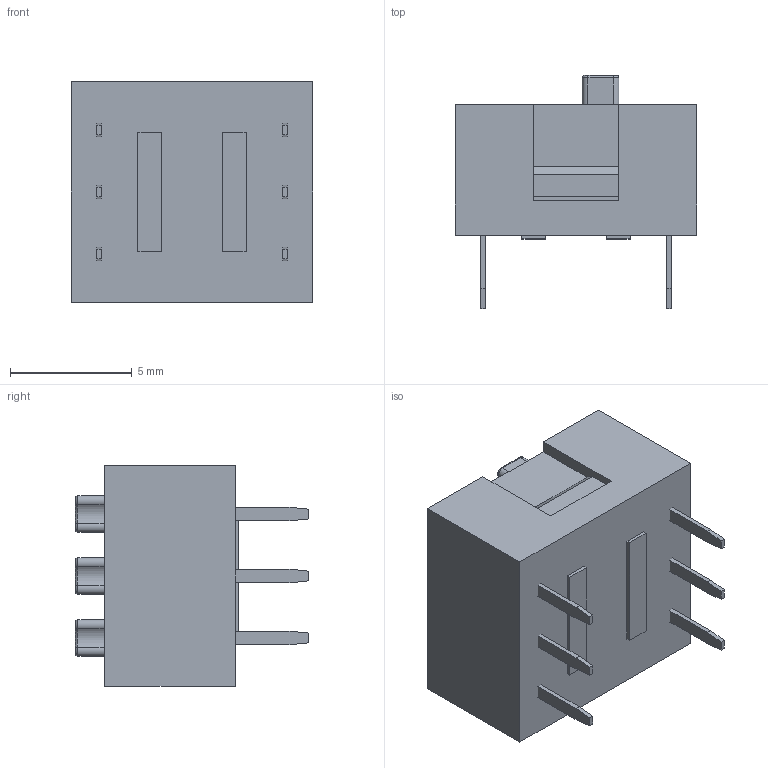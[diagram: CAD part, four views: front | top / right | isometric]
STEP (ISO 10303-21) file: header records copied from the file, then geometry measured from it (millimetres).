
FILE_DESCRIPTION (( 'STEP AP214' ), '1' );
FILE_NAME ('CUI_DEVICES_DS01C-254-S-03BE.step', '2020-11-04T14:58:19', ( '' ), ( '' ), 'SwSTEP 2.0', 'SolidWorks 2020', '' );
FILE_SCHEMA (( 'AUTOMOTIVE_DESIGN' ));
Length unit declared in the file: inch
Products named in the file (1): CUI_DEVICES_DS01C-254-S-03BE
Bounding box: 9.9 x 9.55 x 9.04 mm (x, y, z)
Volume: 476 mm3; surface area: 469.8 mm2
Topology: 7 solids, 7 shells, 153 faces, 360 edges, 226 vertices
Faces by surface type: plane 111, cylinder 24, torus 18
Entity records: 5754 total; most frequent: DIRECTION 752, CARTESIAN_POINT 740, ORIENTED_EDGE 720, EDGE_CURVE 360, VECTOR 276, LINE 276, AXIS2_PLACEMENT_3D 238, VERTEX_POINT 226
